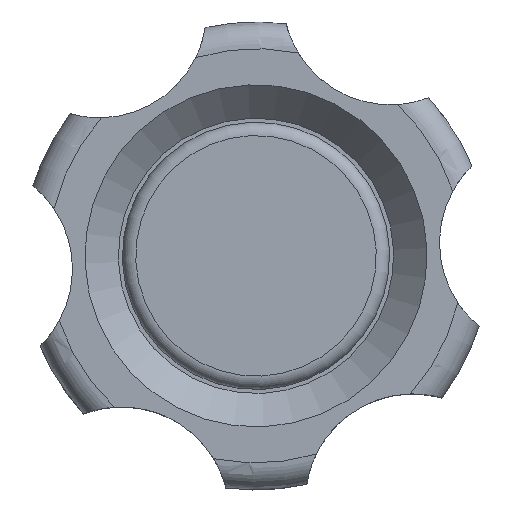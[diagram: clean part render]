
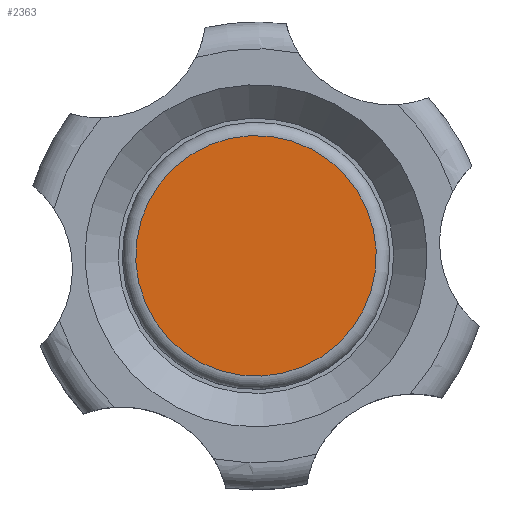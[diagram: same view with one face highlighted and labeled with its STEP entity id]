
A CAD part, top view. The second image highlights one B-rep face of the part: STEP entity #2363.
In plain terms, the highlighted planar face has unit normal (0, 0, 1).
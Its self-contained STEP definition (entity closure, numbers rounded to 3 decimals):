
#103=PLANE('',#2662);
#214=FACE_OUTER_BOUND('',#340,.T.);
#340=EDGE_LOOP('',(#1867,#1868));
#724=CIRCLE('',#2663,9.);
#725=CIRCLE('',#2664,9.);
#971=VERTEX_POINT('',#4523);
#972=VERTEX_POINT('',#4524);
#1291=EDGE_CURVE('',#971,#972,#724,.T.);
#1292=EDGE_CURVE('',#972,#971,#725,.T.);
#1867=ORIENTED_EDGE('',*,*,#1291,.F.);
#1868=ORIENTED_EDGE('',*,*,#1292,.F.);
#2363=ADVANCED_FACE('',(#214),#103,.T.);
#2662=AXIS2_PLACEMENT_3D('',#4522,#3284,#3285);
#2663=AXIS2_PLACEMENT_3D('',#4525,#3286,#3287);
#2664=AXIS2_PLACEMENT_3D('',#4526,#3288,#3289);
#3284=DIRECTION('center_axis',(0.,0.,1.));
#3285=DIRECTION('ref_axis',(-0.955,0.297,0.));
#3286=DIRECTION('center_axis',(0.,0.,-1.));
#3287=DIRECTION('ref_axis',(0.297,0.955,0.));
#3288=DIRECTION('center_axis',(0.,0.,-1.));
#3289=DIRECTION('ref_axis',(0.297,0.955,0.));
#4522=CARTESIAN_POINT('Origin',(-1.484,-4.775,17.5));
#4523=CARTESIAN_POINT('',(-2.671,-8.595,17.5));
#4524=CARTESIAN_POINT('',(8.595,-2.671,17.5));
#4525=CARTESIAN_POINT('Origin',(0.,0.,17.5));
#4526=CARTESIAN_POINT('Origin',(0.,0.,17.5));
